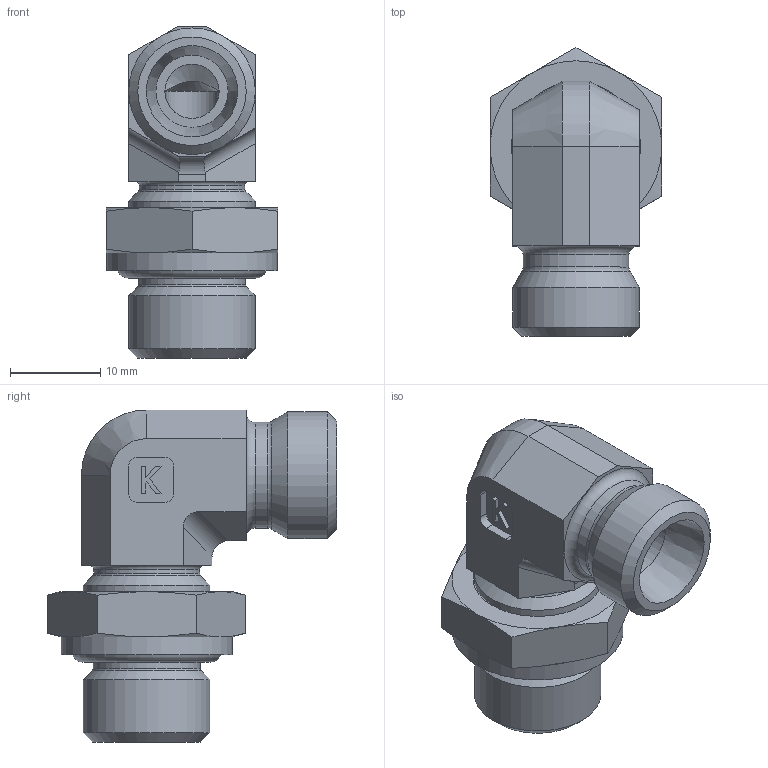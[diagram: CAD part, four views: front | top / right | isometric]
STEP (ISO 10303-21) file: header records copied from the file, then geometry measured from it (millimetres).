
FILE_DESCRIPTION((''),'2;1');
FILE_NAME('6701414008.stp','2015-07-17T15:04:29',(''),('KNOMI spol. s r. o.'),'Autodesk Inventor 2012','Autodesk Inventor 2012','');
FILE_SCHEMA(('AUTOMOTIVE_DESIGN { 1 2 10303 214 0 1 1 1 }'));
Length unit declared in the file: millimetre
Products named in the file (4): ÚPS M14/M14 plocha; 678 1414 08; 675 014; 60 11300 240 80
Assembly tree (3 placements, depth 2):
  ÚPS M14/M14 plocha
    678 1414 08
    675 014
    60 11300 240 80
Bounding box: 19 x 31.97 x 36.72 mm (x, y, z)
Volume: 7131.1 mm3; surface area: 4935.6 mm2
Topology: 3 solids, 3 shells, 101 faces, 232 edges, 142 vertices
Faces by surface type: plane 47, cone 26, cylinder 20, torus 8
Full cylindrical faces by diameter (mm): 6 x2, 8 x1, 11.7 x2, 11.8 x1, 12.376 x1, 14 x3, 16.4 x1, 18.9 x1
Entity records: 2866 total; most frequent: CARTESIAN_POINT 504, DIRECTION 462, ORIENTED_EDGE 398, EDGE_CURVE 199, AXIS2_PLACEMENT_3D 180, EDGE_LOOP 141, VERTEX_POINT 138, STYLED_ITEM 104
